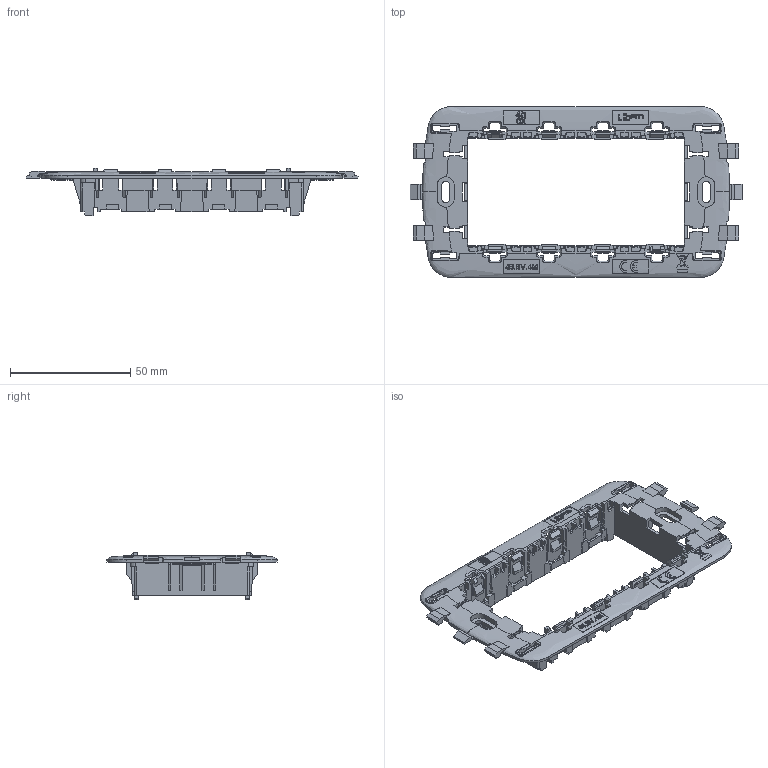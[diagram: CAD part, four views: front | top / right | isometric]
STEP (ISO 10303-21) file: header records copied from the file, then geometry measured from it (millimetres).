
FILE_DESCRIPTION (( 'STEP AP214' ), '1' );
FILE_NAME ('4BOX Support-LP-Four Way-20210126.STEP', '2021-01-26T08:34:58', ( 'ylmfeng' ), ( 'ylmfeng.com' ), 'SwSTEP 2.0', 'SolidWorks 2016', '' );
FILE_SCHEMA (( 'AUTOMOTIVE_DESIGN' ));
Length unit declared in the file: millimetre
Products named in the file (1): 4BOX Support-LP-Four Way-20210126
Bounding box: 138 x 71 x 19.6 mm (x, y, z)
Volume: 14357.1 mm3; surface area: 23371.3 mm2
Topology: 1 solids, 1 shells, 2735 faces, 7745 edges, 5127 vertices
Faces by surface type: plane 2050, bspline 454, cylinder 179, cone 40, torus 12
Entity records: 164809 total; most frequent: CARTESIAN_POINT 98473, ORIENTED_EDGE 15478, DIRECTION 10630, EDGE_CURVE 7739, LINE 5380, VECTOR 5380, VERTEX_POINT 5127, EDGE_LOOP 2914
